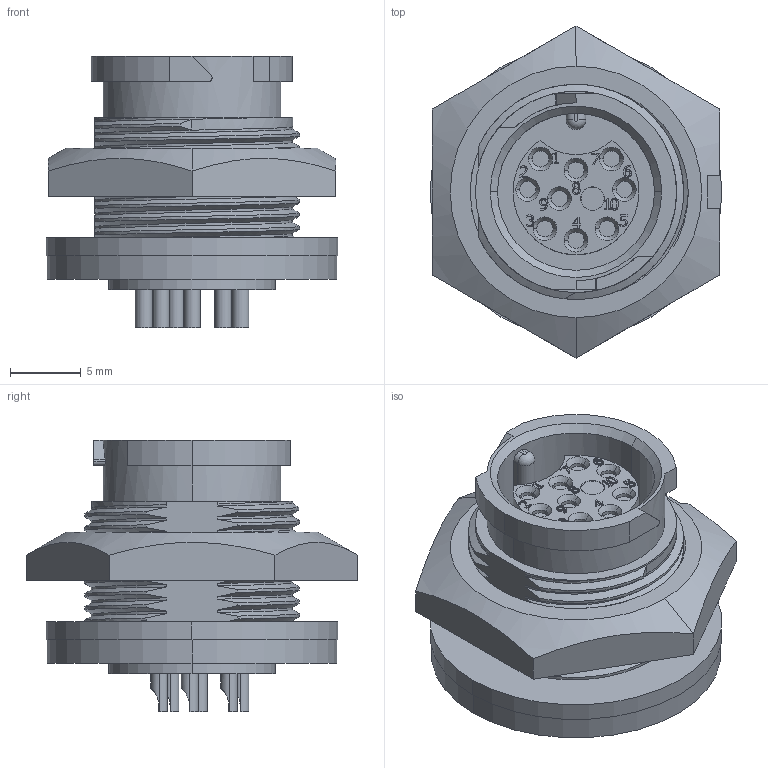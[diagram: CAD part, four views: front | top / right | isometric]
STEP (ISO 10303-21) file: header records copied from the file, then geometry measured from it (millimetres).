
FILE_DESCRIPTION (( 'STEP AP203' ), '1' );
FILE_NAME ('W7882-9SG-P-3ES.STEP', '2021-03-29T15:03:34', ( '' ), ( '' ), 'SwSTEP 2.0', 'SolidWorks 2020', '' );
FILE_SCHEMA (( 'CONFIG_CONTROL_DESIGN' ));
Length unit declared in the file: inch
Products named in the file (1): W7882-9SG-P-3ES
Bounding box: 20.62 x 23.46 x 19.18 mm (x, y, z)
Volume: 3160.7 mm3; surface area: 3085.9 mm2
Topology: 2 solids, 2 shells, 413 faces, 1082 edges, 716 vertices
Faces by surface type: plane 147, bspline 141, cylinder 100, cone 24, torus 1
Entity records: 31030 total; most frequent: CARTESIAN_POINT 21886, ORIENTED_EDGE 2164, DIRECTION 1416, EDGE_CURVE 1082, VERTEX_POINT 716, VECTOR 538, LINE 538, EDGE_LOOP 458
